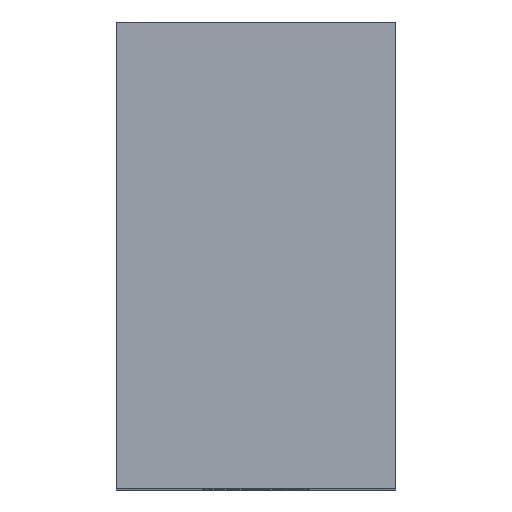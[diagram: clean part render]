
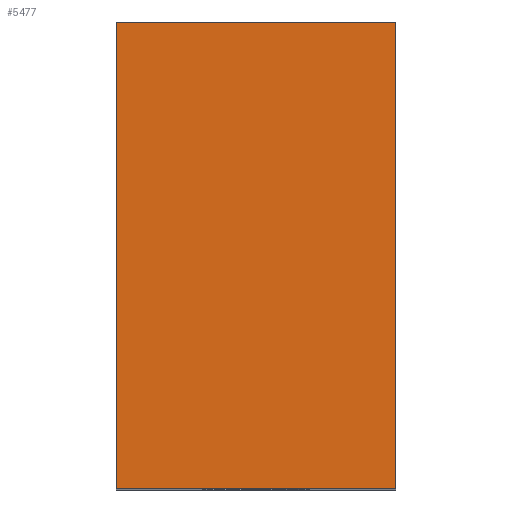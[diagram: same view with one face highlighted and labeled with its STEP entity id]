
A CAD part, top view. The second image highlights one B-rep face of the part: STEP entity #5477.
In plain terms, the highlighted planar face has unit normal (0, 0, 1).
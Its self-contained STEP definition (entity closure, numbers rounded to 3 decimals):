
#137 = EDGE_CURVE ( 'NONE', #4444, #4443, #7482, .T. ) ;
#139 = EDGE_CURVE ( 'NONE', #4443, #4442, #7495, .T. ) ;
#141 = EDGE_CURVE ( 'NONE', #4444, #4445, #7499, .T. ) ;
#142 = EDGE_CURVE ( 'NONE', #4442, #4445, #7491, .T. ) ;
#659 = AXIS2_PLACEMENT_3D ( 'NONE', #3020, #3026, #3027 ) ;
#1456 = CARTESIAN_POINT ( 'NONE',  ( 15., -25., 112. ) ) ;
#1457 = CARTESIAN_POINT ( 'NONE',  ( 15., 25., 112. ) ) ;
#1458 = CARTESIAN_POINT ( 'NONE',  ( -15., 25., 112. ) ) ;
#1459 = CARTESIAN_POINT ( 'NONE',  ( -15., -25., 112. ) ) ;
#2210 = FACE_OUTER_BOUND ( 'NONE', #6457, .T. ) ;
#3017 = PLANE ( 'NONE',  #659 ) ;
#3020 = CARTESIAN_POINT ( 'NONE',  ( 0., 0., 112. ) ) ;
#3026 = DIRECTION ( 'NONE',  ( 0., 0., 1. ) ) ;
#3027 = DIRECTION ( 'NONE',  ( 1., 0., 0. ) ) ;
#4442 = VERTEX_POINT ( 'NONE', #1456 ) ;
#4443 = VERTEX_POINT ( 'NONE', #1457 ) ;
#4444 = VERTEX_POINT ( 'NONE', #1458 ) ;
#4445 = VERTEX_POINT ( 'NONE', #1459 ) ;
#4954 = CARTESIAN_POINT ( 'NONE',  ( -15., 25., 112. ) ) ;
#4957 = DIRECTION ( 'NONE',  ( 1., 0., 0. ) ) ;
#4958 = CARTESIAN_POINT ( 'NONE',  ( 15., -25., 112. ) ) ;
#4960 = CARTESIAN_POINT ( 'NONE',  ( 15., 25., 112. ) ) ;
#4961 = DIRECTION ( 'NONE',  ( 0., -1., 0. ) ) ;
#4964 = CARTESIAN_POINT ( 'NONE',  ( -15., 0., 112. ) ) ;
#4965 = DIRECTION ( 'NONE',  ( 0., -1., 0. ) ) ;
#4967 = DIRECTION ( 'NONE',  ( -1., 0., 0. ) ) ;
#5477 = ADVANCED_FACE ( 'NONE', ( #2210 ), #3017, .T. ) ;
#5798 = ORIENTED_EDGE ( 'NONE', *, *, #139, .F. ) ;
#5799 = ORIENTED_EDGE ( 'NONE', *, *, #137, .F. ) ;
#5800 = ORIENTED_EDGE ( 'NONE', *, *, #141, .T. ) ;
#5801 = ORIENTED_EDGE ( 'NONE', *, *, #142, .F. ) ;
#6457 = EDGE_LOOP ( 'NONE', ( #5798, #5799, #5800, #5801 ) ) ;
#7482 = LINE ( 'NONE', #4954, #7492 ) ;
#7491 = LINE ( 'NONE', #4958, #7501 ) ;
#7492 = VECTOR ( 'NONE', #4957, 1000. ) ;
#7495 = LINE ( 'NONE', #4960, #7496 ) ;
#7496 = VECTOR ( 'NONE', #4961, 1000. ) ;
#7499 = LINE ( 'NONE', #4964, #7500 ) ;
#7500 = VECTOR ( 'NONE', #4965, 1000. ) ;
#7501 = VECTOR ( 'NONE', #4967, 1000. ) ;
